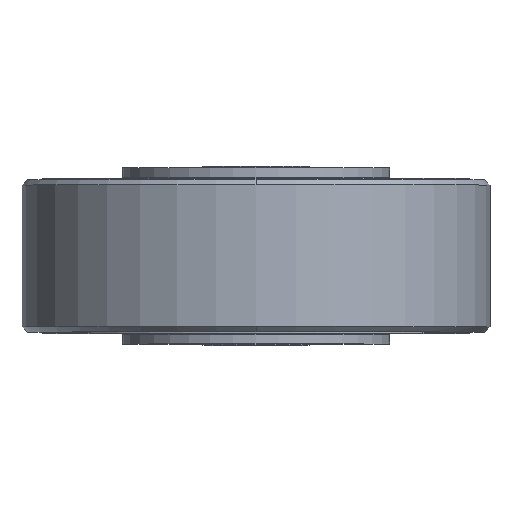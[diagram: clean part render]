
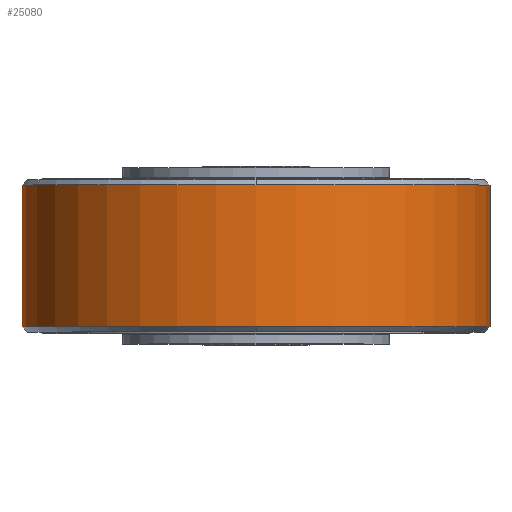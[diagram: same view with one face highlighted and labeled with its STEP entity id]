
A CAD part, top view. The second image highlights one B-rep face of the part: STEP entity #25080.
In plain terms, the highlighted cylindrical face has radius 87.5 mm (diameter 175 mm), a partial arc.
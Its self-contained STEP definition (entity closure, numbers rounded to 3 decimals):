
#164 = ORIENTED_EDGE ( 'NONE', *, *, #8040, .T. ) ;
#2373 = ORIENTED_EDGE ( 'NONE', *, *, #7834, .T. ) ;
#3823 = ORIENTED_EDGE ( 'NONE', *, *, #18004, .T. ) ;
#4558 = DIRECTION ( 'NONE',  ( 0., -1., 0. ) ) ;
#4960 = CARTESIAN_POINT ( 'NONE',  ( 0., 57., 0. ) ) ;
#6212 = AXIS2_PLACEMENT_3D ( 'NONE', #22970, #11407, #13346 ) ;
#6790 = CARTESIAN_POINT ( 'NONE',  ( -18.601, 55., -85.5 ) ) ;
#7076 = VERTEX_POINT ( 'NONE', #17054 ) ;
#7221 = AXIS2_PLACEMENT_3D ( 'NONE', #9060, #16753, #22740 ) ;
#7805 = CIRCLE ( 'NONE', #7221, 87.5 ) ;
#7834 = EDGE_CURVE ( 'NONE', #8827, #7076, #23236, .T. ) ;
#8040 = EDGE_CURVE ( 'NONE', #7076, #8809, #7805, .T. ) ;
#8809 = VERTEX_POINT ( 'NONE', #16435 ) ;
#8827 = VERTEX_POINT ( 'NONE', #6790 ) ;
#9060 = CARTESIAN_POINT ( 'NONE',  ( 0., 2., 0. ) ) ;
#9409 = EDGE_LOOP ( 'NONE', ( #18653, #18770, #3823, #2373, #164, #15934 ) ) ;
#10165 = VERTEX_POINT ( 'NONE', #17646 ) ;
#10253 = DIRECTION ( 'NONE',  ( 0., 0., 1. ) ) ;
#10670 = FACE_OUTER_BOUND ( 'NONE', #9409, .T. ) ;
#10687 = VERTEX_POINT ( 'NONE', #22832 ) ;
#10792 = DIRECTION ( 'NONE',  ( 0., -1., 0. ) ) ;
#11407 = DIRECTION ( 'NONE',  ( 0., 1., 0. ) ) ;
#11782 = EDGE_CURVE ( 'NONE', #8809, #10687, #17671, .T. ) ;
#12032 = DIRECTION ( 'NONE',  ( 0., -1., 0. ) ) ;
#13346 = DIRECTION ( 'NONE',  ( 0., 0., 1. ) ) ;
#13979 = DIRECTION ( 'NONE',  ( 0., -1., 0. ) ) ;
#14435 = DIRECTION ( 'NONE',  ( 0., 0., -1. ) ) ;
#14448 = CARTESIAN_POINT ( 'NONE',  ( 0., 55., 87.5 ) ) ;
#14672 = VECTOR ( 'NONE', #4558, 1000. ) ;
#15048 = AXIS2_PLACEMENT_3D ( 'NONE', #18259, #10792, #16452 ) ;
#15463 = AXIS2_PLACEMENT_3D ( 'NONE', #19902, #13979, #10253 ) ;
#15934 = ORIENTED_EDGE ( 'NONE', *, *, #11782, .T. ) ;
#16105 = CARTESIAN_POINT ( 'NONE',  ( -18.601, 57., -85.5 ) ) ;
#16435 = CARTESIAN_POINT ( 'NONE',  ( 0., 2., 87.5 ) ) ;
#16452 = DIRECTION ( 'NONE',  ( 0., 0., 1. ) ) ;
#16753 = DIRECTION ( 'NONE',  ( 0., 1., 0. ) ) ;
#17054 = CARTESIAN_POINT ( 'NONE',  ( -18.601, 2., -85.5 ) ) ;
#17646 = CARTESIAN_POINT ( 'NONE',  ( 18.601, 55., -85.5 ) ) ;
#17671 = CIRCLE ( 'NONE', #6212, 87.5 ) ;
#18004 = EDGE_CURVE ( 'NONE', #18122, #8827, #22305, .T. ) ;
#18122 = VERTEX_POINT ( 'NONE', #14448 ) ;
#18259 = CARTESIAN_POINT ( 'NONE',  ( 0., 55., 0. ) ) ;
#18653 = ORIENTED_EDGE ( 'NONE', *, *, #23670, .F. ) ;
#18770 = ORIENTED_EDGE ( 'NONE', *, *, #22410, .T. ) ;
#19213 = LINE ( 'NONE', #23457, #14672 ) ;
#19902 = CARTESIAN_POINT ( 'NONE',  ( 0., 55., 0. ) ) ;
#21822 = AXIS2_PLACEMENT_3D ( 'NONE', #4960, #22264, #14435 ) ;
#21876 = CYLINDRICAL_SURFACE ( 'NONE', #21822, 87.5 ) ;
#22264 = DIRECTION ( 'NONE',  ( 0., -1., 0. ) ) ;
#22305 = CIRCLE ( 'NONE', #15048, 87.5 ) ;
#22410 = EDGE_CURVE ( 'NONE', #10165, #18122, #24380, .T. ) ;
#22740 = DIRECTION ( 'NONE',  ( 0., 0., 1. ) ) ;
#22832 = CARTESIAN_POINT ( 'NONE',  ( 18.601, 2., -85.5 ) ) ;
#22970 = CARTESIAN_POINT ( 'NONE',  ( 0., 2., 0. ) ) ;
#23236 = LINE ( 'NONE', #16105, #25043 ) ;
#23457 = CARTESIAN_POINT ( 'NONE',  ( 18.601, 57., -85.5 ) ) ;
#23670 = EDGE_CURVE ( 'NONE', #10165, #10687, #19213, .T. ) ;
#24380 = CIRCLE ( 'NONE', #15463, 87.5 ) ;
#25043 = VECTOR ( 'NONE', #12032, 1000. ) ;
#25080 = ADVANCED_FACE ( 'NONE', ( #10670 ), #21876, .T. ) ;
